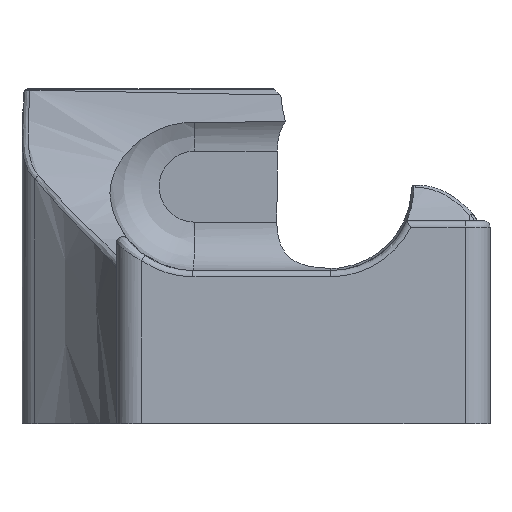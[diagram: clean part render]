
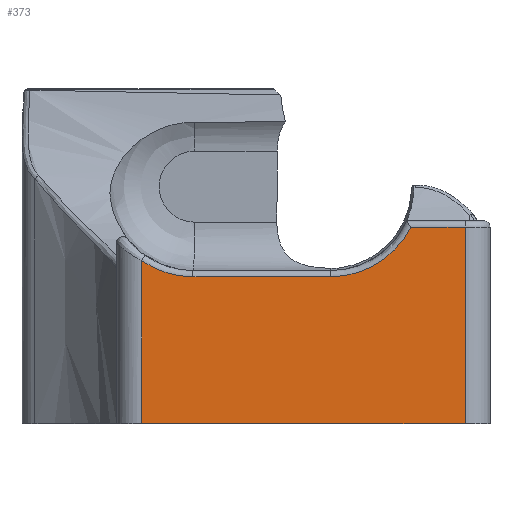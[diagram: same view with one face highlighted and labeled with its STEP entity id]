
A CAD part, front view. The second image highlights one B-rep face of the part: STEP entity #373.
In plain terms, the highlighted planar face has unit normal (0, -1, 0).
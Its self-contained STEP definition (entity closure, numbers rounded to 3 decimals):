
#167=PLANE('',#1348);
#205=CIRCLE('',#1346,7.205);
#206=CIRCLE('',#1347,7.205);
#266=LINE('',#3518,#327);
#271=LINE('',#3539,#332);
#272=LINE('',#3541,#333);
#273=LINE('',#3545,#334);
#274=LINE('',#3549,#335);
#327=VECTOR('',#1516,1.);
#332=VECTOR('',#1531,1.);
#333=VECTOR('',#1532,1.);
#334=VECTOR('',#1535,1.);
#335=VECTOR('',#1538,1.);
#373=ADVANCED_FACE('',(#453),#167,.T.);
#453=FACE_OUTER_BOUND('',#521,.T.);
#521=EDGE_LOOP('',(#703,#704,#705,#706,#707,#708,#709));
#703=ORIENTED_EDGE('',*,*,#1154,.T.);
#704=ORIENTED_EDGE('',*,*,#1164,.T.);
#705=ORIENTED_EDGE('',*,*,#1165,.T.);
#706=ORIENTED_EDGE('',*,*,#1166,.T.);
#707=ORIENTED_EDGE('',*,*,#1167,.T.);
#708=ORIENTED_EDGE('',*,*,#1168,.T.);
#709=ORIENTED_EDGE('',*,*,#1169,.T.);
#1024=VERTEX_POINT('',#3517);
#1025=VERTEX_POINT('',#3519);
#1031=VERTEX_POINT('',#3540);
#1032=VERTEX_POINT('',#3542);
#1033=VERTEX_POINT('',#3544);
#1034=VERTEX_POINT('',#3546);
#1035=VERTEX_POINT('',#3548);
#1154=EDGE_CURVE('',#1025,#1024,#266,.T.);
#1164=EDGE_CURVE('',#1024,#1031,#271,.T.);
#1165=EDGE_CURVE('',#1031,#1032,#272,.T.);
#1166=EDGE_CURVE('',#1032,#1033,#205,.T.);
#1167=EDGE_CURVE('',#1033,#1034,#273,.T.);
#1168=EDGE_CURVE('',#1034,#1035,#206,.T.);
#1169=EDGE_CURVE('',#1035,#1025,#274,.T.);
#1346=AXIS2_PLACEMENT_3D('',#3543,#1533,#1534);
#1347=AXIS2_PLACEMENT_3D('',#3547,#1536,#1537);
#1348=AXIS2_PLACEMENT_3D('',#3550,#1539,#1540);
#1516=DIRECTION('',(1.,0.,0.));
#1531=DIRECTION('',(0.,0.,1.));
#1532=DIRECTION('',(-1.,0.,0.));
#1533=DIRECTION('',(0.,1.,0.));
#1534=DIRECTION('',(0.,0.,-1.));
#1535=DIRECTION('',(-1.,0.,0.));
#1536=DIRECTION('',(0.,1.,0.));
#1537=DIRECTION('',(0.,0.,-1.));
#1538=DIRECTION('',(0.,0.,-1.));
#1539=DIRECTION('',(0.,-1.,0.));
#1540=DIRECTION('',(0.,0.,1.));
#3517=CARTESIAN_POINT('',(31.08,21.,-28.5));
#3518=CARTESIAN_POINT('',(0.,21.,-28.5));
#3519=CARTESIAN_POINT('',(5.08,21.,-28.5));
#3539=CARTESIAN_POINT('',(31.08,21.,-24.));
#3540=CARTESIAN_POINT('',(31.08,21.,-12.711));
#3541=CARTESIAN_POINT('',(28.08,21.,-12.711));
#3542=CARTESIAN_POINT('',(26.713,21.,-12.711));
#3543=CARTESIAN_POINT('',(20.261,21.,-9.505));
#3544=CARTESIAN_POINT('',(20.261,21.,-16.71));
#3545=CARTESIAN_POINT('',(28.08,21.,-16.71));
#3546=CARTESIAN_POINT('',(9.214,21.,-16.71));
#3547=CARTESIAN_POINT('',(9.214,21.,-9.505));
#3548=CARTESIAN_POINT('',(5.08,21.,-15.405));
#3549=CARTESIAN_POINT('',(5.08,21.,-28.5));
#3550=CARTESIAN_POINT('',(28.08,21.,-24.));
